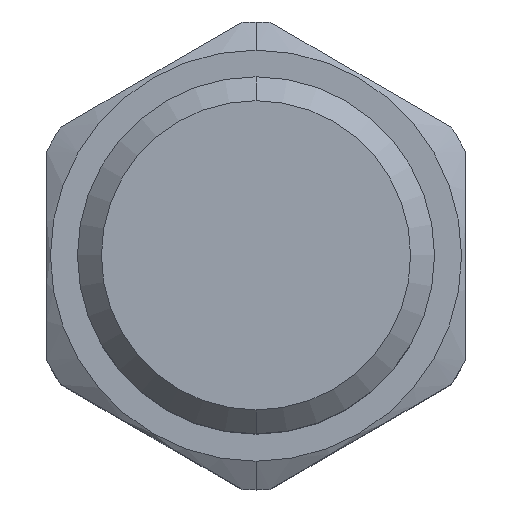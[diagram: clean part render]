
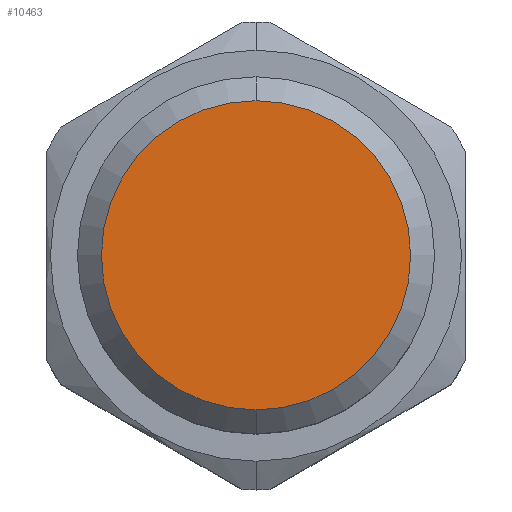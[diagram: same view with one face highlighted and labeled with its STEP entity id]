
A CAD part, top view. The second image highlights one B-rep face of the part: STEP entity #10463.
In plain terms, the highlighted planar face has unit normal (0, 0, 1).
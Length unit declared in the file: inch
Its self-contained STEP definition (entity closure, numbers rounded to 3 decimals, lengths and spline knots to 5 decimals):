
#4835=CARTESIAN_POINT('',(0.,0.,4.7785));
#4836=DIRECTION('',(0.,0.,1.));
#4837=DIRECTION('',(0.,-1.,0.));
#4838=AXIS2_PLACEMENT_3D('',#4835,#4836,#4837);
#4853=CARTESIAN_POINT('',(0.,0.,4.7785));
#4854=DIRECTION('',(0.,0.,1.));
#4855=DIRECTION('',(0.,1.,0.));
#4856=AXIS2_PLACEMENT_3D('',#4853,#4854,#4855);
#5387=CARTESIAN_POINT('',(0.,0.3235,4.7785));
#5388=CARTESIAN_POINT('',(0.,-0.3235,4.7785));
#5389=VERTEX_POINT('',#5387);
#5390=VERTEX_POINT('',#5388);
#10453=CARTESIAN_POINT('',(0.,0.,4.7785));
#10454=DIRECTION('',(0.,0.,1.));
#10455=DIRECTION('',(0.,1.,0.));
#10456=AXIS2_PLACEMENT_3D('',#10453,#10454,#10455);
#10457=PLANE('',#10456);
#10458=ORIENTED_EDGE('',*,*,#10443,.F.);
#10460=ORIENTED_EDGE('',*,*,#10459,.F.);
#10461=EDGE_LOOP('',(#10458,#10460));
#10462=FACE_OUTER_BOUND('',#10461,.F.);
#10463=ADVANCED_FACE('',(#10462),#10457,.T.);
#4839=CIRCLE('',#4838,0.3235);
#4857=CIRCLE('',#4856,0.3235);
#10443=EDGE_CURVE('',#5390,#5389,#4839,.T.);
#10459=EDGE_CURVE('',#5389,#5390,#4857,.T.);
